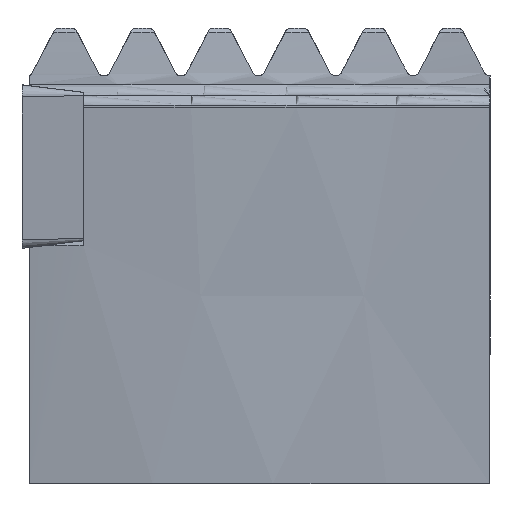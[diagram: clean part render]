
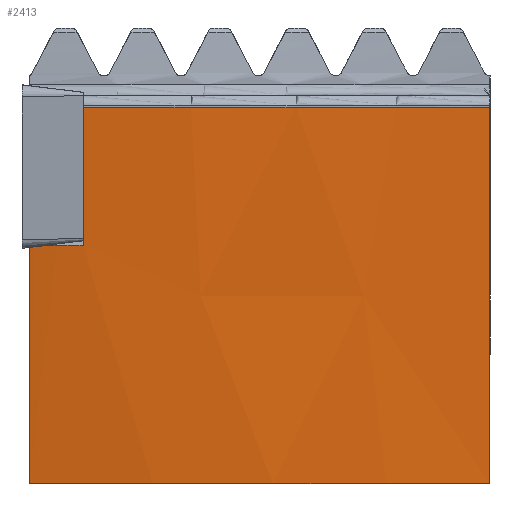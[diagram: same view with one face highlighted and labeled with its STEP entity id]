
A CAD part, left-side view. The second image highlights one B-rep face of the part: STEP entity #2413.
In plain terms, the highlighted conical face has half-angle 10 degrees and reference radius 64.03 mm.
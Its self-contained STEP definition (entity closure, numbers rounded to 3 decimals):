
#1561=EDGE_CURVE('NONE',#3467,#2367,#4396,.T.);
#1641=EDGE_CURVE('NONE',#3533,#1847,#4482,.T.);
#1723=EDGE_CURVE('NONE',#3989,#2367,#4570,.T.);
#1847=VERTEX_POINT('NONE',#4708);
#1887=VERTEX_POINT('NONE',#4751);
#2251=EDGE_CURVE('NONE',#3467,#1887,#5149,.F.);
#2367=VERTEX_POINT('NONE',#5274);
#2413=ADVANCED_FACE('NONE',(#5325),#5326,.T.);
#2825=EDGE_CURVE('NONE',#3533,#3473,#5772,.T.);
#2963=EDGE_CURVE('NONE',#3473,#1887,#5920,.T.);
#3467=VERTEX_POINT('NONE',#6467);
#3473=VERTEX_POINT('NONE',#6474);
#3533=VERTEX_POINT('NONE',#6543);
#3985=EDGE_CURVE('NONE',#1847,#3989,#7051,.T.);
#3989=VERTEX_POINT('NONE',#7055);
#4396=ELLIPSE('',#7616,62.179,61.767);
#4482=CIRCLE('',#7824,63.688);
#4570=ELLIPSE('',#8057,61.788,61.788);
#4708=CARTESIAN_POINT('',(0.964,-4.76,-1.742));
#4751=CARTESIAN_POINT('',(5.971,-0.56,-31.0));
#5149=LINE('',#10001,#10002);
#5274=CARTESIAN_POINT('',(2.726,-2.06,-12.461));
#5325=FACE_OUTER_BOUND('',#10552,.T.);
#5326=CONICAL_SURFACE('',#10553,64.03,0.175);
#5772=(B_SPLINE_CURVE(2,(#11657,#11658,#11659),.UNSPECIFIED.,.F.,.F.)B_SPLINE_CURVE_WITH_KNOTS((3,3),(1.209,31.15),.UNSPECIFIED.)RATIONAL_B_SPLINE_CURVE((1.,1.001,1.))BOUNDED_CURVE()REPRESENTATION_ITEM('')GEOMETRIC_REPRESENTATION_ITEM()CURVE());
#5920=CIRCLE('',#11955,58.529);
#6467=CARTESIAN_POINT('',(2.733,-0.56,-12.632));
#6474=CARTESIAN_POINT('',(18.352,-36.36,-31.0));
#6543=CARTESIAN_POINT('',(11.963,-36.36,-1.742));
#7051=(B_SPLINE_CURVE(2,(#15100,#15101,#15102),.UNSPECIFIED.,.F.,.F.)B_SPLINE_CURVE_WITH_KNOTS((3,3),(1.262,12.147),.UNSPECIFIED.)RATIONAL_B_SPLINE_CURVE((1.,1.,1.))BOUNDED_CURVE()REPRESENTATION_ITEM('')GEOMETRIC_REPRESENTATION_ITEM()CURVE());
#7055=CARTESIAN_POINT('',(2.859,-4.76,-12.461));
#7616=AXIS2_PLACEMENT_3D('',#16250,#16251,#16252);
#7824=AXIS2_PLACEMENT_3D('',#16324,#16325,#16326);
#8057=AXIS2_PLACEMENT_3D('',#16399,#16400,#16401);
#10001=CARTESIAN_POINT('',(4.352,-0.56,-21.816));
#10002=VECTOR('',#17042,1.0);
#10552=EDGE_LOOP('',(#17227,#17228,#17229,#17230,#17231,#17232,#17233));
#10553=AXIS2_PLACEMENT_3D('',#17234,#17235,#17236);
#11657=CARTESIAN_POINT('',(11.963,-36.36,-1.742));
#11658=CARTESIAN_POINT('',(15.292,-36.36,-17.318));
#11659=CARTESIAN_POINT('',(18.352,-36.36,-31.));
#11955=AXIS2_PLACEMENT_3D('',#17785,#17786,#17787);
#15100=CARTESIAN_POINT('',(0.964,-4.76,-1.742));
#15101=CARTESIAN_POINT('',(1.926,-4.76,-7.183));
#15102=CARTESIAN_POINT('',(2.859,-4.76,-12.461));
#16250=CARTESIAN_POINT('',(64.49,-1.601,-12.567));
#16251=DIRECTION('',(0.001,0.113,0.994));
#16252=DIRECTION('',(0.008,0.994,-0.113));
#16324=CARTESIAN_POINT('',(64.5,-0.36,-1.742));
#16325=DIRECTION('',(0.,0.,-1.0));
#16326=DIRECTION('',(0.,-1.0,0.));
#16399=CARTESIAN_POINT('',(64.49,-0.36,-12.515));
#16400=DIRECTION('',(-0.001,0.,-1.));
#16401=DIRECTION('',(1.,0.,-0.001));
#17042=DIRECTION('',(-0.174,0.0,0.985));
#17227=ORIENTED_EDGE('',*,*,#2825,.F.);
#17228=ORIENTED_EDGE('',*,*,#1641,.T.);
#17229=ORIENTED_EDGE('',*,*,#3985,.T.);
#17230=ORIENTED_EDGE('',*,*,#1723,.T.);
#17231=ORIENTED_EDGE('',*,*,#1561,.F.);
#17232=ORIENTED_EDGE('',*,*,#2251,.T.);
#17233=ORIENTED_EDGE('',*,*,#2963,.F.);
#17234=CARTESIAN_POINT('',(64.5,-0.36,0.197));
#17235=DIRECTION('',(0.,0.,1.0));
#17236=DIRECTION('',(0.,-1.0,0.));
#17785=CARTESIAN_POINT('',(64.5,-0.36,-31.0));
#17786=DIRECTION('',(0.,0.,-1.0));
#17787=DIRECTION('',(0.,-1.0,0.));
